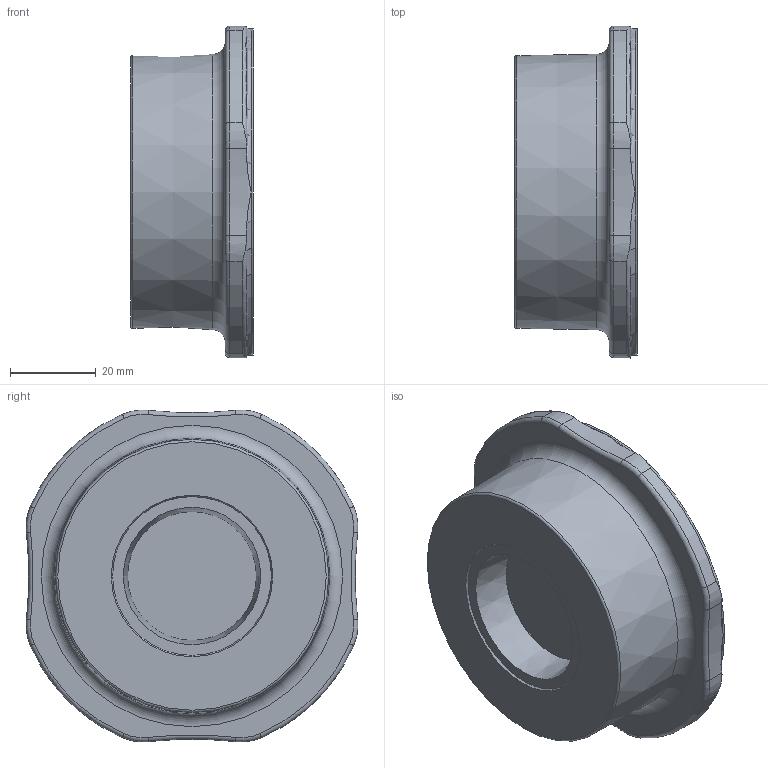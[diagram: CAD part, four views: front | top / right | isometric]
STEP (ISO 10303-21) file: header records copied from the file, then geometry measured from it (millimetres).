
FILE_DESCRIPTION((''),'2;1');
FILE_NAME('98200104.stp','2011-06-30T12:27:34',('frese'),(''),'Autodesk Inventor 2011','Autodesk Inventor 2011','');
FILE_SCHEMA(('AUTOMOTIVE_DESIGN { 1 0 10303 214 1 1 1 1 }'));
Length unit declared in the file: millimetre
Products named in the file (1): 98200104
Bounding box: 28.5 x 77.29 x 77.29 mm (x, y, z)
Volume: 60479.9 mm3; surface area: 23970.8 mm2
Topology: 1 solids, 4 shells, 136 faces, 341 edges, 218 vertices
Faces by surface type: plane 59, cylinder 39, torus 27, cone 11
Full cylindrical faces by diameter (mm): 3.242 x3, 3.9 x3, 4.3 x3, 6 x3, 37.6 x1, 51.5 x2, 59.8 x1, 76 x1
Entity records: 3900 total; most frequent: CARTESIAN_POINT 727, DIRECTION 710, ORIENTED_EDGE 586, AXIS2_PLACEMENT_3D 296, EDGE_CURVE 293, VERTEX_POINT 201, EDGE_LOOP 184, CIRCLE 159
